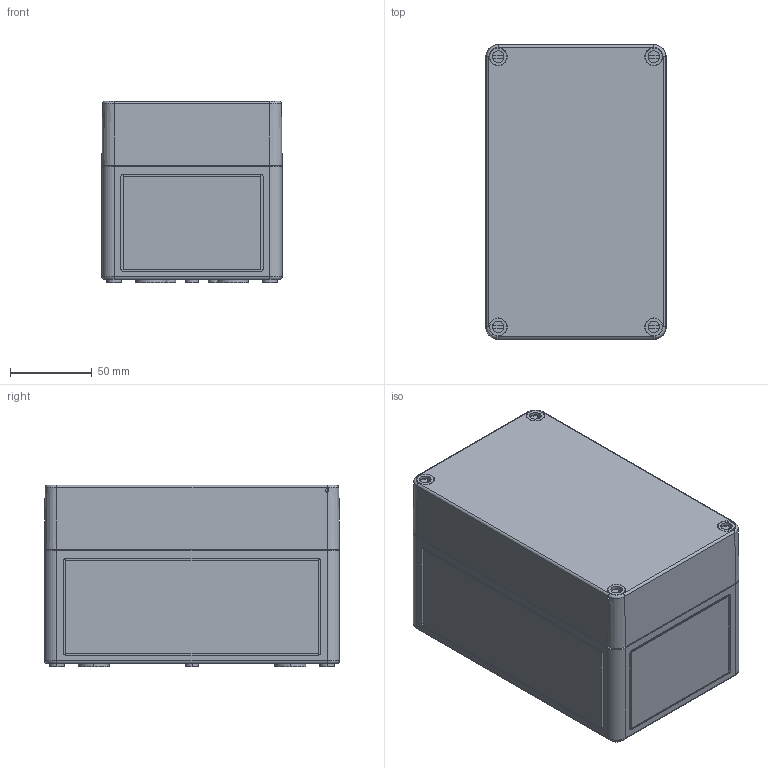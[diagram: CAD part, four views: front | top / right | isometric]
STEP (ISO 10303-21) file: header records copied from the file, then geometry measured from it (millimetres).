
FILE_DESCRIPTION (( 'STEP AP203' ), '1' );
FILE_NAME ('60111821.step', '2014-12-03T15:00:01', ( 'Windows-Benutzer' ), ( '' ), 'SwSTEP 2.0', 'SolidWorks 2014', '' );
FILE_SCHEMA (( 'CONFIG_CONTROL_DESIGN' ));
Length unit declared in the file: millimetre
Products named in the file (4): Deckel_TK1811-1160111821; Schraube_TK58mm-grau60111821; 60111821; Kasten_TK1811-o60111821
Assembly tree (6 placements, depth 2):
  60111821
    Kasten_TK1811-o60111821
    Deckel_TK1811-1160111821
    Schraube_TK58mm-grau60111821  x4
Bounding box: 110 x 180 x 110.7 mm (x, y, z)
Volume: 375113.3 mm3; surface area: 230679 mm2
Topology: 6 solids, 6 shells, 879 faces, 2222 edges, 1452 vertices
Faces by surface type: plane 533, cylinder 258, cone 72, torus 16
Entity records: 19972 total; most frequent: CARTESIAN_POINT 3521, DIRECTION 3476, ORIENTED_EDGE 3244, EDGE_CURVE 1622, AXIS2_PLACEMENT_3D 1247, VERTEX_POINT 1056, LINE 982, VECTOR 982
